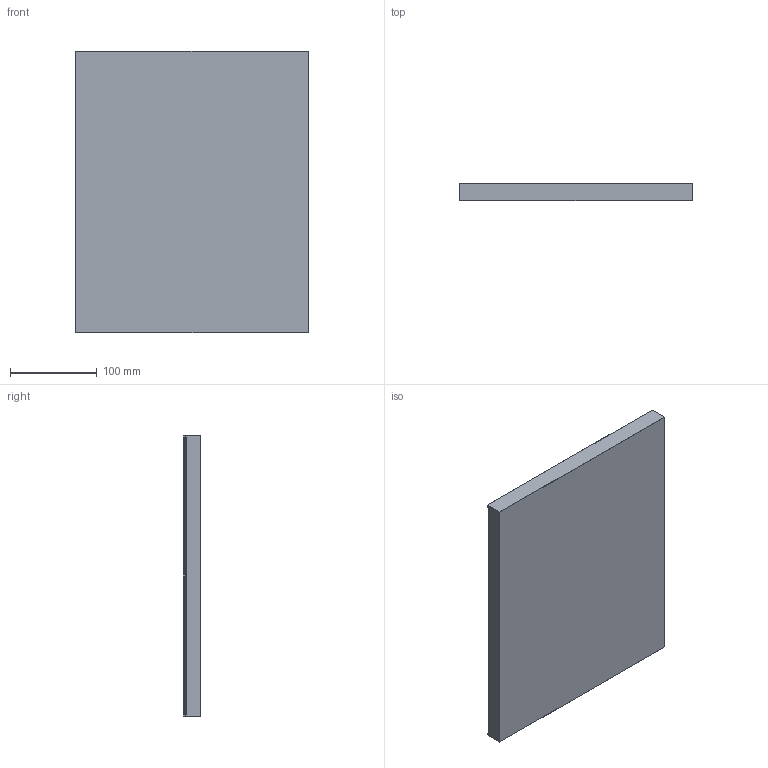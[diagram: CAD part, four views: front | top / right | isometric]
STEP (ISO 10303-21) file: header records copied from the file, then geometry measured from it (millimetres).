
FILE_DESCRIPTION(/* description */ (''),/* implementation_level */ '2;1');
FILE_NAME(/* name */ '03.MP.JW.stp',/* time_stamp */ '2023-08-30T17:54:36+02:00',/* author */ ('pszcz'),/* organization */ (''),/* preprocessor_version */ 'ST-DEVELOPER v19.2',/* originating_system */ 'Autodesk Inventor 2024',/* authorisation */ '');
FILE_SCHEMA (('AUTOMOTIVE_DESIGN { 1 0 10303 214 3 1 1 }'));
Length unit declared in the file: millimetre
Products named in the file (3): 03.MP.JW; 03.MP.JW.01; 03.MP.JW.02
Assembly tree (2 placements, depth 2):
  03.MP.JW
    03.MP.JW.01
    03.MP.JW.02
Bounding box: 268 x 20.15 x 324 mm (x, y, z)
Volume: 481694.1 mm3; surface area: 562822.2 mm2
Topology: 2 solids, 2 shells, 2129 faces, 4489 edges, 2423 vertices
Faces by surface type: cylinder 1034, plane 405, sphere 350, torus 334, bspline 6
Entity records: 56096 total; most frequent: DIRECTION 11123, CARTESIAN_POINT 9278, ORIENTED_EDGE 8966, AXIS2_PLACEMENT_3D 4528, EDGE_CURVE 4483, VERTEX_POINT 2414, CIRCLE 2394, EDGE_LOOP 2185
